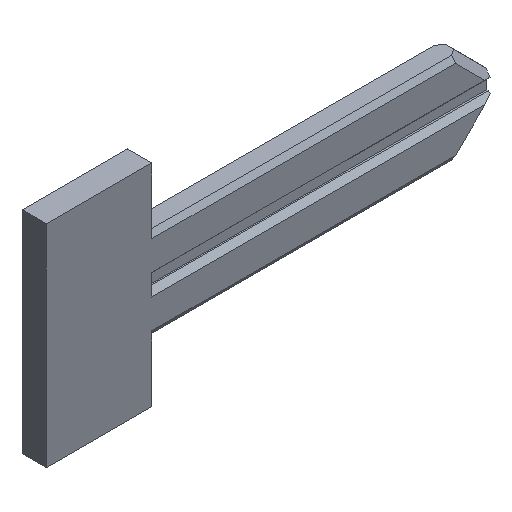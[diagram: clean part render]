
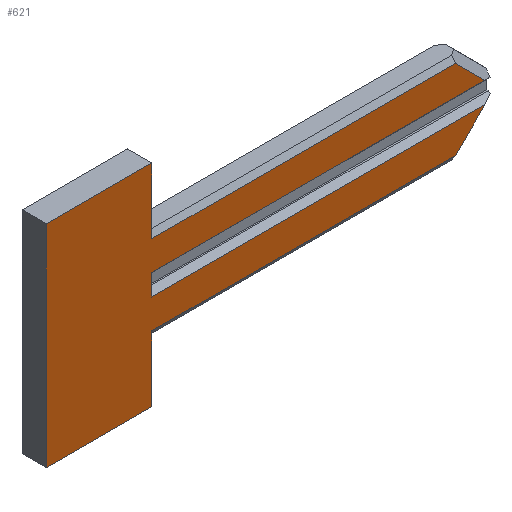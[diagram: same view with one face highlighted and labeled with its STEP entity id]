
A CAD part, isometric view. The second image highlights one B-rep face of the part: STEP entity #621.
In plain terms, the highlighted planar face has unit normal (0, -1, 0).
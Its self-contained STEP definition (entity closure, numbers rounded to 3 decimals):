
#15=FACE_OUTER_BOUND('',#47,.T.);
#47=EDGE_LOOP('',(#409,#410,#411,#412,#413,#414,#415,#416,#417,#418,#419,
#420));
#79=LINE('',#859,#169);
#80=LINE('',#861,#170);
#81=LINE('',#863,#171);
#82=LINE('',#865,#172);
#83=LINE('',#867,#173);
#84=LINE('',#869,#174);
#85=LINE('',#871,#175);
#86=LINE('',#873,#176);
#87=LINE('',#875,#177);
#88=LINE('',#877,#178);
#89=LINE('',#879,#179);
#90=LINE('',#880,#180);
#169=VECTOR('',#703,10.);
#170=VECTOR('',#704,10.);
#171=VECTOR('',#705,10.);
#172=VECTOR('',#706,10.);
#173=VECTOR('',#707,10.);
#174=VECTOR('',#708,10.);
#175=VECTOR('',#709,10.);
#176=VECTOR('',#710,10.);
#177=VECTOR('',#711,10.);
#178=VECTOR('',#712,10.);
#179=VECTOR('',#713,10.);
#180=VECTOR('',#714,10.);
#259=VERTEX_POINT('',#857);
#260=VERTEX_POINT('',#858);
#261=VERTEX_POINT('',#860);
#262=VERTEX_POINT('',#862);
#263=VERTEX_POINT('',#864);
#264=VERTEX_POINT('',#866);
#265=VERTEX_POINT('',#868);
#266=VERTEX_POINT('',#870);
#267=VERTEX_POINT('',#872);
#268=VERTEX_POINT('',#874);
#269=VERTEX_POINT('',#876);
#270=VERTEX_POINT('',#878);
#319=EDGE_CURVE('',#259,#260,#79,.T.);
#320=EDGE_CURVE('',#260,#261,#80,.T.);
#321=EDGE_CURVE('',#262,#261,#81,.T.);
#322=EDGE_CURVE('',#263,#262,#82,.T.);
#323=EDGE_CURVE('',#263,#264,#83,.T.);
#324=EDGE_CURVE('',#265,#264,#84,.T.);
#325=EDGE_CURVE('',#266,#265,#85,.T.);
#326=EDGE_CURVE('',#266,#267,#86,.T.);
#327=EDGE_CURVE('',#267,#268,#87,.T.);
#328=EDGE_CURVE('',#268,#269,#88,.T.);
#329=EDGE_CURVE('',#270,#269,#89,.T.);
#330=EDGE_CURVE('',#259,#270,#90,.T.);
#409=ORIENTED_EDGE('',*,*,#319,.T.);
#410=ORIENTED_EDGE('',*,*,#320,.T.);
#411=ORIENTED_EDGE('',*,*,#321,.F.);
#412=ORIENTED_EDGE('',*,*,#322,.F.);
#413=ORIENTED_EDGE('',*,*,#323,.T.);
#414=ORIENTED_EDGE('',*,*,#324,.F.);
#415=ORIENTED_EDGE('',*,*,#325,.F.);
#416=ORIENTED_EDGE('',*,*,#326,.T.);
#417=ORIENTED_EDGE('',*,*,#327,.T.);
#418=ORIENTED_EDGE('',*,*,#328,.T.);
#419=ORIENTED_EDGE('',*,*,#329,.F.);
#420=ORIENTED_EDGE('',*,*,#330,.F.);
#589=PLANE('',#667);
#621=ADVANCED_FACE('',(#15),#589,.T.);
#667=AXIS2_PLACEMENT_3D('',#856,#701,#702);
#701=DIRECTION('center_axis',(0.,-1.,0.));
#702=DIRECTION('ref_axis',(0.,0.,1.));
#703=DIRECTION('',(0.,0.,1.));
#704=DIRECTION('',(1.,0.,0.));
#705=DIRECTION('',(-0.707,0.,-0.707));
#706=DIRECTION('',(1.,0.,0.));
#707=DIRECTION('',(0.,0.,1.));
#708=DIRECTION('',(-1.,0.,0.));
#709=DIRECTION('',(0.707,0.,-0.707));
#710=DIRECTION('',(-1.,0.,0.));
#711=DIRECTION('',(0.,0.,1.));
#712=DIRECTION('',(-1.,0.,0.));
#713=DIRECTION('',(0.,0.,1.));
#714=DIRECTION('',(-1.,0.,0.));
#856=CARTESIAN_POINT('Origin',(0.,-1.15,-4.3));
#857=CARTESIAN_POINT('',(-32.35,-1.15,-10.));
#858=CARTESIAN_POINT('',(-32.35,-1.15,-3.778));
#859=CARTESIAN_POINT('',(-32.35,-1.15,-2.956));
#860=CARTESIAN_POINT('',(-3.589,-1.15,-3.778));
#861=CARTESIAN_POINT('',(0.,-1.15,-3.778));
#862=CARTESIAN_POINT('',(-0.811,-1.15,-1.));
#863=CARTESIAN_POINT('',(-1.293,-1.15,-1.482));
#864=CARTESIAN_POINT('',(-32.35,-1.15,-1.));
#865=CARTESIAN_POINT('',(0.,-1.15,-1.));
#866=CARTESIAN_POINT('',(-32.35,-1.15,1.));
#867=CARTESIAN_POINT('',(-32.35,-1.15,-10.));
#868=CARTESIAN_POINT('',(-0.811,-1.15,1.));
#869=CARTESIAN_POINT('',(0.,-1.15,1.));
#870=CARTESIAN_POINT('',(-3.589,-1.15,3.778));
#871=CARTESIAN_POINT('',(-0.668,-1.15,0.857));
#872=CARTESIAN_POINT('',(-32.35,-1.15,3.778));
#873=CARTESIAN_POINT('',(0.,-1.15,3.778));
#874=CARTESIAN_POINT('',(-32.35,-1.15,10.));
#875=CARTESIAN_POINT('',(-32.35,-1.15,-1.344));
#876=CARTESIAN_POINT('',(-42.35,-1.15,10.));
#877=CARTESIAN_POINT('',(-32.35,-1.15,10.));
#878=CARTESIAN_POINT('',(-42.35,-1.15,-10.));
#879=CARTESIAN_POINT('',(-42.35,-1.15,-10.));
#880=CARTESIAN_POINT('',(-32.35,-1.15,-10.));
